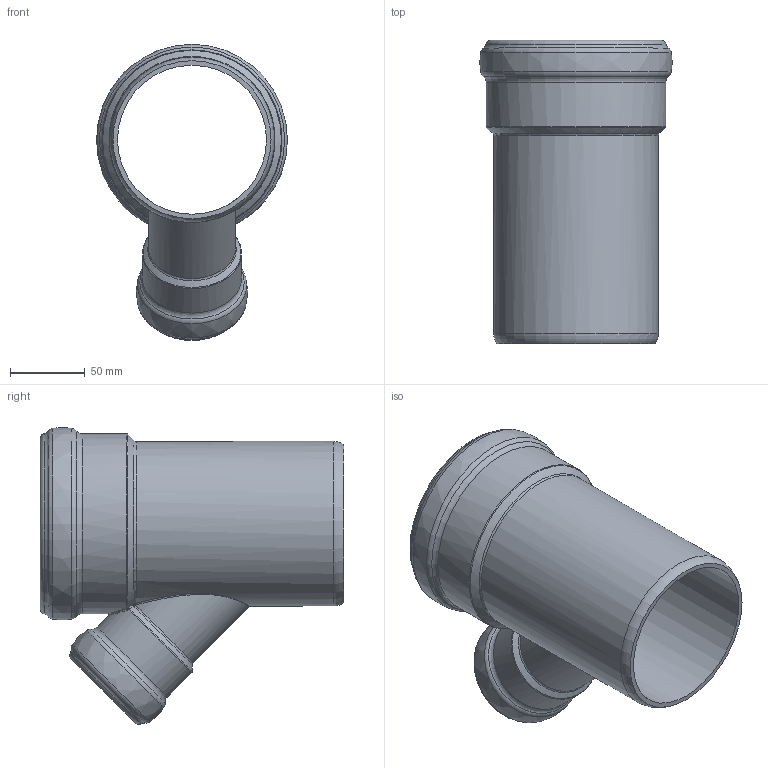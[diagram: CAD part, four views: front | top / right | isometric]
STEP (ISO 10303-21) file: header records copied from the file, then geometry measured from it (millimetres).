
FILE_DESCRIPTION(/* description */ (''),/* implementation_level */ '2;1');
FILE_NAME(/* name */ '335220 SKOLANsafeEA Abzweiger DN_OD 110_58_45°.stp',/* time_stamp */ '2018-01-09T11:43:01+01:00',/* author */ ('user1'),/* organization */ (''),/* preprocessor_version */ 'ST-DEVELOPER v16.1',/* originating_system */ 'Autodesk Inventor 2016',/* authorisation */ '');
FILE_SCHEMA (('AUTOMOTIVE_DESIGN { 1 0 10303 214 3 1 1 }'));
Length unit declared in the file: millimetre
Products named in the file (1): 335220 SKOLANsafeEA Abzweiger DN_OD 110_58_45°
Bounding box: 128.9 x 203.2 x 198.95 mm (x, y, z)
Volume: 416814.5 mm3; surface area: 175059.4 mm2
Topology: 1 solids, 1 shells, 68 faces, 155 edges, 87 vertices
Faces by surface type: torus 29, bspline 18, cylinder 12, cone 8, plane 1
Full cylindrical faces by diameter (mm): 50.2 x1, 58.8 x1, 59 x1, 66.4 x1, 67.9 x1, 99.8 x1, 110.4 x1, 110.8 x1, 111 x1, 120.4 x1, 120.9 x1
Entity records: 2472 total; most frequent: CARTESIAN_POINT 1218, DIRECTION 244, ORIENTED_EDGE 212, AXIS2_PLACEMENT_3D 122, EDGE_LOOP 112, EDGE_CURVE 106, VERTEX_POINT 80, CIRCLE 71
